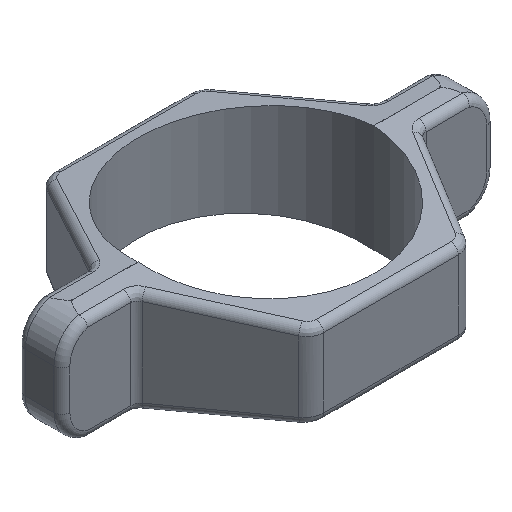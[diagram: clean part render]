
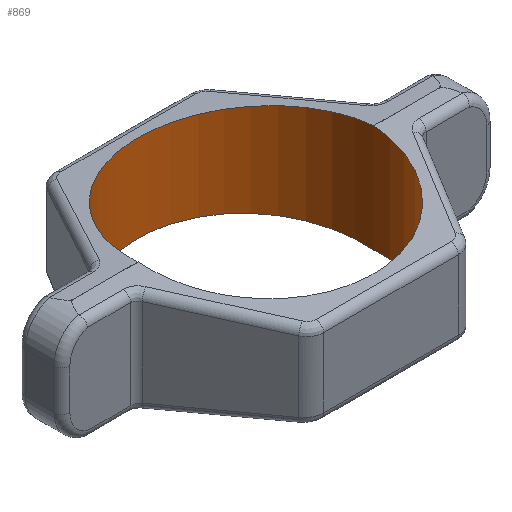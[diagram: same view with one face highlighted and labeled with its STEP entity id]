
A CAD part, isometric view. The second image highlights one B-rep face of the part: STEP entity #869.
In plain terms, the highlighted cylindrical face has radius 44.45 mm (diameter 88.9 mm), a full revolution.
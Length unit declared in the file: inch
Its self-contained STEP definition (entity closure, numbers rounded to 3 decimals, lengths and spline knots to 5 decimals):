
#31 = CARTESIAN_POINT ( 'NONE',  ( -1.74902, 3.49853, -0.49413 ) ) ;
#77 = EDGE_CURVE ( 'NONE', #398, #237, #597, .T. ) ;
#98 = ORIENTED_EDGE ( 'NONE', *, *, #401, .F. ) ;
#100 = DIRECTION ( 'NONE',  ( 0., 0., 1. ) ) ;
#152 = CARTESIAN_POINT ( 'NONE',  ( 1.75, -0.00049, -0.8002 ) ) ;
#157 =( BOUNDED_CURVE ( )  B_SPLINE_CURVE ( 3, ( #747, #1877, #31, #1867 ),
 .UNSPECIFIED., .F., .F. ) 
 B_SPLINE_CURVE_WITH_KNOTS ( ( 4, 4 ),
 ( 1.57108, 4.71211 ),
 .UNSPECIFIED. ) 
 CURVE ( )  GEOMETRIC_REPRESENTATION_ITEM ( )  RATIONAL_B_SPLINE_CURVE ( ( 1., 0.334, 0.334, 1. ) ) 
 REPRESENTATION_ITEM ( '' )  );
#182 = EDGE_CURVE ( 'NONE', #2545, #2743, #2552, .T. ) ;
#237 = VERTEX_POINT ( 'NONE', #2233 ) ;
#329 = ORIENTED_EDGE ( 'NONE', *, *, #182, .T. ) ;
#365 = EDGE_CURVE ( 'NONE', #1463, #237, #1960, .T. ) ;
#390 = AXIS2_PLACEMENT_3D ( 'NONE', #672, #2521, #1356 ) ;
#398 = VERTEX_POINT ( 'NONE', #1152 ) ;
#401 = EDGE_CURVE ( 'NONE', #2545, #1328, #2871, .T. ) ;
#546 = EDGE_LOOP ( 'NONE', ( #98, #329, #857, #1503 ) ) ;
#556 =( BOUNDED_CURVE ( )  B_SPLINE_CURVE ( 3, ( #834, #2715, #1294, #2234 ),
 .UNSPECIFIED., .F., .F. ) 
 B_SPLINE_CURVE_WITH_KNOTS ( ( 4, 4 ),
 ( 4.71267, 7.8537 ),
 .UNSPECIFIED. ) 
 CURVE ( )  GEOMETRIC_REPRESENTATION_ITEM ( )  RATIONAL_B_SPLINE_CURVE ( ( 1., 0.334, 0.334, 1. ) ) 
 REPRESENTATION_ITEM ( '' )  );
#584 = ORIENTED_EDGE ( 'NONE', *, *, #77, .T. ) ;
#597 = CIRCLE ( 'NONE', #1829, 1.75 ) ;
#622 = ORIENTED_EDGE ( 'NONE', *, *, #365, .F. ) ;
#672 = CARTESIAN_POINT ( 'NONE',  ( 0., 0., 0.8002 ) ) ;
#747 = CARTESIAN_POINT ( 'NONE',  ( 1.75, 0.00049, -0.8002 ) ) ;
#834 = CARTESIAN_POINT ( 'NONE',  ( 1.75, 0.00049, 0.8002 ) ) ;
#857 = ORIENTED_EDGE ( 'NONE', *, *, #2784, .F. ) ;
#869 = ADVANCED_FACE ( 'NONE', ( #1715, #1108 ), #2582, .F. ) ;
#938 = DIRECTION ( 'NONE',  ( 1., 0., 0. ) ) ;
#1108 = FACE_OUTER_BOUND ( 'NONE', #546, .T. ) ;
#1124 = CARTESIAN_POINT ( 'NONE',  ( 1.75, 0.00049, 0.8002 ) ) ;
#1152 = CARTESIAN_POINT ( 'NONE',  ( -1.75, 0.00049, 0.8002 ) ) ;
#1174 = VERTEX_POINT ( 'NONE', #1124 ) ;
#1210 = CARTESIAN_POINT ( 'NONE',  ( -1.75, -0.00049, -0.8002 ) ) ;
#1221 = AXIS2_PLACEMENT_3D ( 'NONE', #1834, #2570, #938 ) ;
#1252 = AXIS2_PLACEMENT_3D ( 'NONE', #1484, #100, #1502 ) ;
#1254 = EDGE_LOOP ( 'NONE', ( #622, #2493, #1790, #584 ) ) ;
#1294 = CARTESIAN_POINT ( 'NONE',  ( -1.74902, 3.49853, 0.49413 ) ) ;
#1296 = CARTESIAN_POINT ( 'NONE',  ( -1.75, 0.00049, -0.8002 ) ) ;
#1328 = VERTEX_POINT ( 'NONE', #2357 ) ;
#1356 = DIRECTION ( 'NONE',  ( -1., 0., 0. ) ) ;
#1363 = CARTESIAN_POINT ( 'NONE',  ( 1.74902, -3.49853, 0.49413 ) ) ;
#1419 = EDGE_CURVE ( 'NONE', #1463, #1174, #2219, .T. ) ;
#1461 = CARTESIAN_POINT ( 'NONE',  ( 1.74902, -3.49853, -0.49413 ) ) ;
#1463 = VERTEX_POINT ( 'NONE', #2197 ) ;
#1484 = CARTESIAN_POINT ( 'NONE',  ( 0., 0., 0.8002 ) ) ;
#1492 = CARTESIAN_POINT ( 'NONE',  ( -1.75, -0.00049, -0.8002 ) ) ;
#1502 = DIRECTION ( 'NONE',  ( 1., 0., 0. ) ) ;
#1503 = ORIENTED_EDGE ( 'NONE', *, *, #2315, .F. ) ;
#1594 = CARTESIAN_POINT ( 'NONE',  ( -1.74902, -3.49853, 0.49413 ) ) ;
#1715 = FACE_OUTER_BOUND ( 'NONE', #1254, .T. ) ;
#1716 = CARTESIAN_POINT ( 'NONE',  ( 0., 0., -0.8002 ) ) ;
#1787 = VERTEX_POINT ( 'NONE', #1296 ) ;
#1790 = ORIENTED_EDGE ( 'NONE', *, *, #2599, .T. ) ;
#1829 = AXIS2_PLACEMENT_3D ( 'NONE', #2879, #2187, #2855 ) ;
#1834 = CARTESIAN_POINT ( 'NONE',  ( 0., 0., -0.8002 ) ) ;
#1867 = CARTESIAN_POINT ( 'NONE',  ( -1.75, 0.00049, -0.8002 ) ) ;
#1877 = CARTESIAN_POINT ( 'NONE',  ( 1.74902, 3.49853, -0.49413 ) ) ;
#1911 = DIRECTION ( 'NONE',  ( 1., 0., 0. ) ) ;
#1947 = CARTESIAN_POINT ( 'NONE',  ( -1.74902, -3.49853, -0.49413 ) ) ;
#1960 =( BOUNDED_CURVE ( )  B_SPLINE_CURVE ( 3, ( #2242, #1363, #1594, #2511 ),
 .UNSPECIFIED., .F., .F. ) 
 B_SPLINE_CURVE_WITH_KNOTS ( ( 4, 4 ),
 ( 4.71267, 7.8537 ),
 .UNSPECIFIED. ) 
 CURVE ( )  GEOMETRIC_REPRESENTATION_ITEM ( )  RATIONAL_B_SPLINE_CURVE ( ( 1., 0.334, 0.334, 1. ) ) 
 REPRESENTATION_ITEM ( '' )  );
#2187 = DIRECTION ( 'NONE',  ( 0., 0., 1. ) ) ;
#2197 = CARTESIAN_POINT ( 'NONE',  ( 1.75, -0.00049, 0.8002 ) ) ;
#2219 = CIRCLE ( 'NONE', #1252, 1.75 ) ;
#2233 = CARTESIAN_POINT ( 'NONE',  ( -1.75, -0.00049, 0.8002 ) ) ;
#2234 = CARTESIAN_POINT ( 'NONE',  ( -1.75, 0.00049, 0.8002 ) ) ;
#2242 = CARTESIAN_POINT ( 'NONE',  ( 1.75, -0.00049, 0.8002 ) ) ;
#2257 = CIRCLE ( 'NONE', #2547, 1.75 ) ;
#2315 = EDGE_CURVE ( 'NONE', #1328, #1787, #157, .T. ) ;
#2357 = CARTESIAN_POINT ( 'NONE',  ( 1.75, 0.00049, -0.8002 ) ) ;
#2493 = ORIENTED_EDGE ( 'NONE', *, *, #1419, .T. ) ;
#2511 = CARTESIAN_POINT ( 'NONE',  ( -1.75, -0.00049, 0.8002 ) ) ;
#2521 = DIRECTION ( 'NONE',  ( 0., 0., -1. ) ) ;
#2545 = VERTEX_POINT ( 'NONE', #152 ) ;
#2547 = AXIS2_PLACEMENT_3D ( 'NONE', #1716, #2667, #1911 ) ;
#2552 =( BOUNDED_CURVE ( )  B_SPLINE_CURVE ( 3, ( #2887, #1461, #1947, #1492 ),
 .UNSPECIFIED., .F., .F. ) 
 B_SPLINE_CURVE_WITH_KNOTS ( ( 4, 4 ),
 ( 1.57108, 4.71211 ),
 .UNSPECIFIED. ) 
 CURVE ( )  GEOMETRIC_REPRESENTATION_ITEM ( )  RATIONAL_B_SPLINE_CURVE ( ( 1., 0.334, 0.334, 1. ) ) 
 REPRESENTATION_ITEM ( '' )  );
#2570 = DIRECTION ( 'NONE',  ( 0., 0., 1. ) ) ;
#2582 = CYLINDRICAL_SURFACE ( 'NONE', #390, 1.75 ) ;
#2599 = EDGE_CURVE ( 'NONE', #1174, #398, #556, .T. ) ;
#2667 = DIRECTION ( 'NONE',  ( 0., 0., 1. ) ) ;
#2715 = CARTESIAN_POINT ( 'NONE',  ( 1.74902, 3.49853, 0.49413 ) ) ;
#2743 = VERTEX_POINT ( 'NONE', #1210 ) ;
#2784 = EDGE_CURVE ( 'NONE', #1787, #2743, #2257, .T. ) ;
#2855 = DIRECTION ( 'NONE',  ( 1., 0., 0. ) ) ;
#2871 = CIRCLE ( 'NONE', #1221, 1.75 ) ;
#2879 = CARTESIAN_POINT ( 'NONE',  ( 0., 0., 0.8002 ) ) ;
#2887 = CARTESIAN_POINT ( 'NONE',  ( 1.75, -0.00049, -0.8002 ) ) ;
